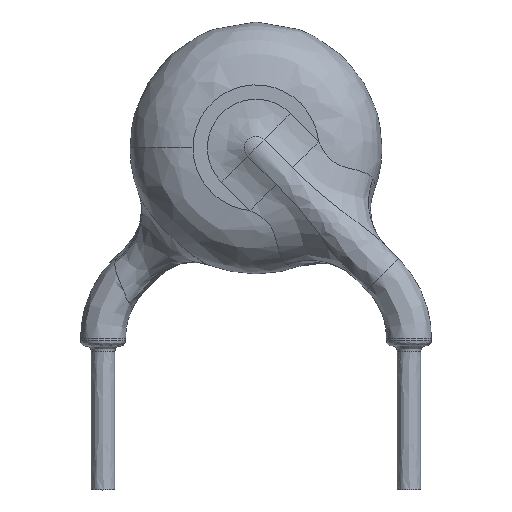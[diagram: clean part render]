
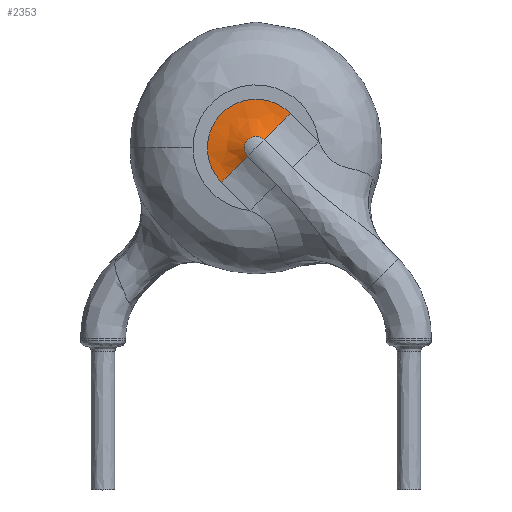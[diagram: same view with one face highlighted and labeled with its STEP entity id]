
A CAD part, top view. The second image highlights one B-rep face of the part: STEP entity #2353.
In plain terms, the highlighted free-form (B-spline) face has degree [3, 3] with [7, 4] control points.
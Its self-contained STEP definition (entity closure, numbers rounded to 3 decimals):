
#371=CARTESIAN_POINT('',(-0.956,4.544,1.75));
#400=CARTESIAN_POINT('',(0.,5.5,1.75));
#401=DIRECTION('',(0.,0.,-1.));
#402=DIRECTION('',(-0.707,-0.707,0.));
#403=AXIS2_PLACEMENT_3D('',#400,#401,#402);
#627=CARTESIAN_POINT('',(0.956,6.456,3.75));
#628=DIRECTION('',(0.707,-0.707,0.));
#629=DIRECTION('',(-0.364,-0.364,-0.857));
#630=AXIS2_PLACEMENT_3D('',#627,#628,#629);
#635=CARTESIAN_POINT('',(-0.956,4.544,3.75));
#636=DIRECTION('',(-0.707,0.707,0.));
#637=DIRECTION('',(0.364,0.364,-0.857));
#638=AXIS2_PLACEMENT_3D('',#635,#636,#637);
#643=CARTESIAN_POINT('',(0.,5.5,2.036));
#644=DIRECTION('',(0.,0.,-1.));
#645=DIRECTION('',(-0.707,-0.707,0.));
#646=AXIS2_PLACEMENT_3D('',#643,#644,#645);
#1413=CARTESIAN_POINT('',(-0.227,5.273,
2.036));
#1414=VERTEX_POINT('',#1413);
#1415=VERTEX_POINT('',#371);
#1416=CARTESIAN_POINT('',(0.227,5.727,2.036));
#1417=VERTEX_POINT('',#1416);
#1418=CARTESIAN_POINT('',(0.956,6.455,1.75));
#1419=VERTEX_POINT('',#1418);
#2317=CARTESIAN_POINT('',(0.228,5.7,2.047));
#2318=CARTESIAN_POINT('',(0.471,5.914,1.848));
#2319=CARTESIAN_POINT('',(0.746,6.155,1.746));
#2320=CARTESIAN_POINT('',(1.032,6.406,1.75));
#2321=CARTESIAN_POINT('',(0.104,5.841,2.047));
#2322=CARTESIAN_POINT('',(0.216,6.204,1.848));
#2323=CARTESIAN_POINT('',(0.342,6.615,1.746));
#2324=CARTESIAN_POINT('',(0.473,7.042,1.75));
#2325=CARTESIAN_POINT('',(-0.082,5.847,
2.047));
#2326=CARTESIAN_POINT('',(-0.17,6.216,
1.848));
#2327=CARTESIAN_POINT('',(-0.269,6.635,
1.746));
#2328=CARTESIAN_POINT('',(-0.373,7.069,
1.75));
#2329=CARTESIAN_POINT('',(-0.214,5.714,
2.047));
#2330=CARTESIAN_POINT('',(-0.443,5.943,
1.848));
#2331=CARTESIAN_POINT('',(-0.702,6.202,
1.746));
#2332=CARTESIAN_POINT('',(-0.971,6.471,
1.75));
#2333=CARTESIAN_POINT('',(-0.347,5.582,
2.047));
#2334=CARTESIAN_POINT('',(-0.716,5.67,
1.848));
#2335=CARTESIAN_POINT('',(-1.135,5.769,1.746));
#2336=CARTESIAN_POINT('',(-1.569,5.873,1.75));
#2337=CARTESIAN_POINT('',(-0.341,5.396,
2.047));
#2338=CARTESIAN_POINT('',(-0.704,5.284,
1.848));
#2339=CARTESIAN_POINT('',(-1.115,5.158,1.746));
#2340=CARTESIAN_POINT('',(-1.542,5.027,1.75));
#2341=CARTESIAN_POINT('',(-0.2,5.272,
2.047));
#2342=CARTESIAN_POINT('',(-0.414,5.029,
1.848));
#2343=CARTESIAN_POINT('',(-0.655,4.754,
1.746));
#2344=CARTESIAN_POINT('',(-0.906,4.468,
1.75));
#2345=(BOUNDED_SURFACE()B_SPLINE_SURFACE(3,3,((#2317,#2318,#2319,#2320),(#2321,
#2322,#2323,#2324),(#2325,#2326,#2327,#2328),(#2329,#2330,#2331,#2332),(#2333,
#2334,#2335,#2336),(#2337,#2338,#2339,#2340),(#2341,#2342,#2343,#2344)),
.UNSPECIFIED.,.F.,.F.,.F.)B_SPLINE_SURFACE_WITH_KNOTS((4,3,4),(4,4),(0.,1.,
2.),(0.,1.),.UNSPECIFIED.)GEOMETRIC_REPRESENTATION_ITEM()RATIONAL_B_SPLINE_SURFACE(((1.212,1.18,1.18,1.212),(
0.956,0.931,0.931,0.956),(
0.956,0.931,0.931,0.956),(
1.212,1.18,1.18,1.212),(
0.956,0.931,0.931,0.956),(
0.956,0.931,0.931,0.956),(
1.212,1.18,1.18,1.212)))REPRESENTATION_ITEM('')SURFACE());
#2347=ORIENTED_EDGE('',*,*,#2346,.F.);
#2348=ORIENTED_EDGE('',*,*,#1889,.T.);
#2349=ORIENTED_EDGE('',*,*,#1862,.T.);
#2350=ORIENTED_EDGE('',*,*,#2310,.F.);
#2351=EDGE_LOOP('',(#2347,#2348,#2349,#2350));
#2352=FACE_OUTER_BOUND('',#2351,.F.);
#2353=ADVANCED_FACE('',(#2352),#2345,.F.);
#404=CIRCLE('',#403,1.352);
#631=CIRCLE('',#630,2.);
#639=CIRCLE('',#638,2.);
#647=CIRCLE('',#646,0.322);
#1862=EDGE_CURVE('',#1415,#1419,#404,.T.);
#1889=EDGE_CURVE('',#1414,#1415,#639,.T.);
#2310=EDGE_CURVE('',#1417,#1419,#631,.T.);
#2346=EDGE_CURVE('',#1414,#1417,#647,.T.);
